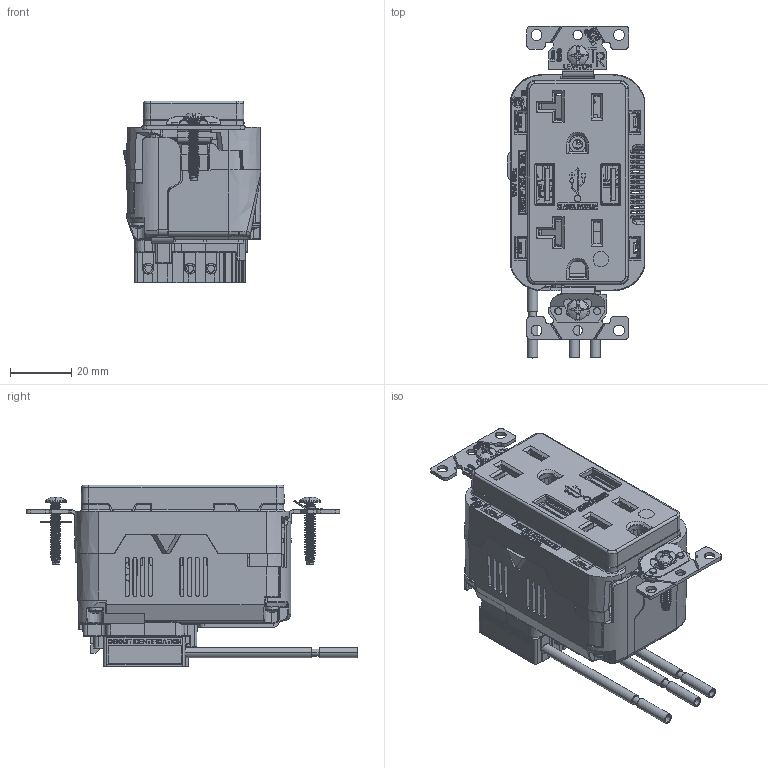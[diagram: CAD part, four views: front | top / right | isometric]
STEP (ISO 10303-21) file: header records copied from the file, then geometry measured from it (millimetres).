
FILE_DESCRIPTION (( 'STEP AP214' ), '1' );
FILE_NAME ('CATSTD-M58AA-HG0-M02.STEP', '2019-07-31T17:09:07', ( '' ), ( '' ), 'SwSTEP 2.0', 'SolidWorks 2017', '' );
FILE_SCHEMA (( 'AUTOMOTIVE_DESIGN' ));
Length unit declared in the file: inch
Products named in the file (1): CATSTD-M58AA-HG0-M02
Bounding box: 45.07 x 108.71 x 59.61 mm (x, y, z)
Surface area: 37166.6 mm2 (no closed solid volume)
Topology: 0 solids, 120 shells, 2971 faces, 17613 edges, 14234 vertices
Faces by surface type: plane 2118, cylinder 427, bspline 242, cone 113, torus 60, sphere 11
Entity records: 239370 total; most frequent: CARTESIAN_POINT 75115, ORIENTED_EDGE 23392, DIRECTION 22167, EDGE_CURVE 17609, VECTOR 14245, LINE 14245, VERTEX_POINT 14234, AXIS2_PLACEMENT_3D 3961
